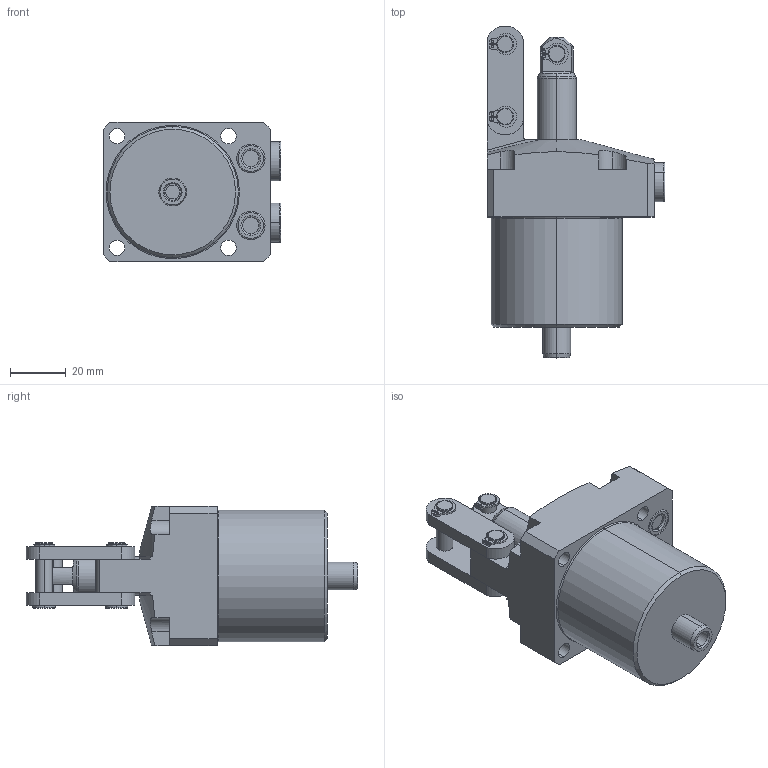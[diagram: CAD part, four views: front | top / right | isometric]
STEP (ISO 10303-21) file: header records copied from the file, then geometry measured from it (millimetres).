
FILE_DESCRIPTION (( 'STEP AP203' ), '1' );
FILE_NAME ('CLU04-FE.step', '2014-10-03T01:52:01', ( 'pascal' ), ( 'Hewlett-Packard Company' ), 'SwSTEP 2.0', 'SolidWorks 2012', '' );
FILE_SCHEMA (( 'CONFIG_CONTROL_DESIGN' ));
Length unit declared in the file: millimetre
Products named in the file (5): CLU04-FE; CLU04-E_PLUG; CLU04-E_LINK; CLU04-E_ROD; CLU04-FE_BODY
Assembly tree (5 placements, depth 2):
  CLU04-FE
    CLU04-FE_BODY
    CLU04-E_ROD
    CLU04-E_LINK
    CLU04-E_PLUG  x2
Bounding box: 63.8 x 118.97 x 50 mm (x, y, z)
Volume: 148837.9 mm3; surface area: 31584.6 mm2
Topology: 5 solids, 7 shells, 301 faces, 715 edges, 456 vertices
Faces by surface type: cylinder 126, plane 116, torus 34, cone 25
Entity records: 8988 total; most frequent: CARTESIAN_POINT 1692, DIRECTION 1523, ORIENTED_EDGE 1338, EDGE_CURVE 669, AXIS2_PLACEMENT_3D 613, VERTEX_POINT 428, EDGE_LOOP 327, CIRCLE 326
